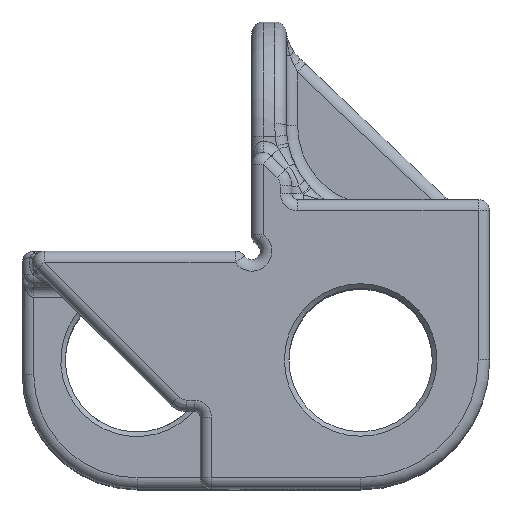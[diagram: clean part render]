
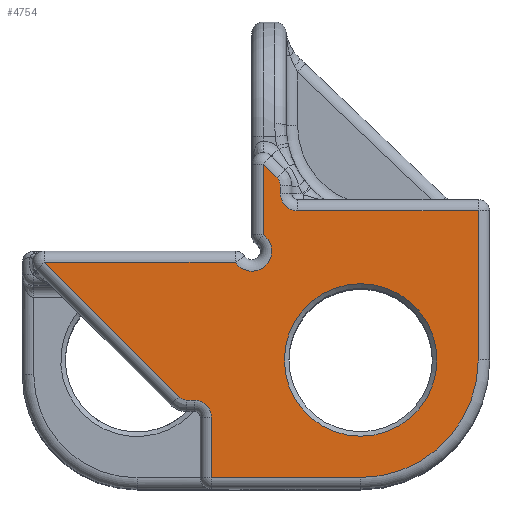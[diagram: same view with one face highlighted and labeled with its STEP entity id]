
A CAD part, top view. The second image highlights one B-rep face of the part: STEP entity #4754.
In plain terms, the highlighted planar face has unit normal (0, 0, 1).
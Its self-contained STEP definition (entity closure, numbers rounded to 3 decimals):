
#54=FACE_BOUND('',#1241,.T.);
#136=PLANE('',#5141);
#268=LINE('',#7839,#537);
#269=LINE('',#7843,#538);
#270=LINE('',#7847,#539);
#271=LINE('',#7849,#540);
#272=LINE('',#7853,#541);
#273=LINE('',#7855,#542);
#274=LINE('',#7859,#543);
#275=LINE('',#7863,#544);
#276=LINE('',#7865,#545);
#277=LINE('',#7868,#546);
#537=VECTOR('',#5935,10.);
#538=VECTOR('',#5938,10.);
#539=VECTOR('',#5941,10.);
#540=VECTOR('',#5942,10.);
#541=VECTOR('',#5945,10.);
#542=VECTOR('',#5946,10.);
#543=VECTOR('',#5949,10.);
#544=VECTOR('',#5952,10.);
#545=VECTOR('',#5953,10.);
#546=VECTOR('',#5956,10.);
#910=FACE_OUTER_BOUND('',#1240,.T.);
#1240=EDGE_LOOP('',(#3386,#3387,#3388,#3389,#3390,#3391,#3392,#3393,#3394,
#3395,#3396,#3397,#3398,#3399,#3400,#3401));
#1241=EDGE_LOOP('',(#3402));
#1681=CIRCLE('',#5137,6.65);
#1684=CIRCLE('',#5142,1.5);
#1685=CIRCLE('',#5143,1.);
#1686=CIRCLE('',#5144,1.75);
#1687=CIRCLE('',#5145,1.);
#1688=CIRCLE('',#5146,1.5);
#1689=CIRCLE('',#5147,10.25);
#2070=VERTEX_POINT('',#7827);
#2073=VERTEX_POINT('',#7837);
#2074=VERTEX_POINT('',#7838);
#2075=VERTEX_POINT('',#7840);
#2076=VERTEX_POINT('',#7842);
#2077=VERTEX_POINT('',#7844);
#2078=VERTEX_POINT('',#7846);
#2079=VERTEX_POINT('',#7848);
#2080=VERTEX_POINT('',#7850);
#2081=VERTEX_POINT('',#7852);
#2082=VERTEX_POINT('',#7854);
#2083=VERTEX_POINT('',#7856);
#2084=VERTEX_POINT('',#7858);
#2085=VERTEX_POINT('',#7860);
#2086=VERTEX_POINT('',#7862);
#2087=VERTEX_POINT('',#7864);
#2088=VERTEX_POINT('',#7866);
#2537=EDGE_CURVE('',#2070,#2070,#1681,.T.);
#2542=EDGE_CURVE('',#2073,#2074,#268,.T.);
#2543=EDGE_CURVE('',#2075,#2073,#1684,.T.);
#2544=EDGE_CURVE('',#2076,#2075,#269,.T.);
#2545=EDGE_CURVE('',#2077,#2076,#1685,.T.);
#2546=EDGE_CURVE('',#2078,#2077,#270,.T.);
#2547=EDGE_CURVE('',#2079,#2078,#271,.T.);
#2548=EDGE_CURVE('',#2080,#2079,#1686,.T.);
#2549=EDGE_CURVE('',#2081,#2080,#272,.T.);
#2550=EDGE_CURVE('',#2082,#2081,#273,.T.);
#2551=EDGE_CURVE('',#2083,#2082,#1687,.T.);
#2552=EDGE_CURVE('',#2084,#2083,#274,.T.);
#2553=EDGE_CURVE('',#2085,#2084,#1688,.T.);
#2554=EDGE_CURVE('',#2086,#2085,#275,.T.);
#2555=EDGE_CURVE('',#2087,#2086,#276,.T.);
#2556=EDGE_CURVE('',#2088,#2087,#1689,.T.);
#2557=EDGE_CURVE('',#2074,#2088,#277,.T.);
#3386=ORIENTED_EDGE('',*,*,#2542,.F.);
#3387=ORIENTED_EDGE('',*,*,#2543,.F.);
#3388=ORIENTED_EDGE('',*,*,#2544,.F.);
#3389=ORIENTED_EDGE('',*,*,#2545,.F.);
#3390=ORIENTED_EDGE('',*,*,#2546,.F.);
#3391=ORIENTED_EDGE('',*,*,#2547,.F.);
#3392=ORIENTED_EDGE('',*,*,#2548,.F.);
#3393=ORIENTED_EDGE('',*,*,#2549,.F.);
#3394=ORIENTED_EDGE('',*,*,#2550,.F.);
#3395=ORIENTED_EDGE('',*,*,#2551,.F.);
#3396=ORIENTED_EDGE('',*,*,#2552,.F.);
#3397=ORIENTED_EDGE('',*,*,#2553,.F.);
#3398=ORIENTED_EDGE('',*,*,#2554,.F.);
#3399=ORIENTED_EDGE('',*,*,#2555,.F.);
#3400=ORIENTED_EDGE('',*,*,#2556,.F.);
#3401=ORIENTED_EDGE('',*,*,#2557,.F.);
#3402=ORIENTED_EDGE('',*,*,#2537,.F.);
#4754=ADVANCED_FACE('',(#910,#54),#136,.T.);
#5137=AXIS2_PLACEMENT_3D('',#7828,#5923,#5924);
#5141=AXIS2_PLACEMENT_3D('',#7836,#5933,#5934);
#5142=AXIS2_PLACEMENT_3D('',#7841,#5936,#5937);
#5143=AXIS2_PLACEMENT_3D('',#7845,#5939,#5940);
#5144=AXIS2_PLACEMENT_3D('',#7851,#5943,#5944);
#5145=AXIS2_PLACEMENT_3D('',#7857,#5947,#5948);
#5146=AXIS2_PLACEMENT_3D('',#7861,#5950,#5951);
#5147=AXIS2_PLACEMENT_3D('',#7867,#5954,#5955);
#5923=DIRECTION('center_axis',(0.,0.,1.));
#5924=DIRECTION('ref_axis',(1.,0.,0.));
#5933=DIRECTION('center_axis',(0.,0.,1.));
#5934=DIRECTION('ref_axis',(1.,0.,0.));
#5935=DIRECTION('',(1.,0.,0.));
#5936=DIRECTION('center_axis',(0.,0.,1.));
#5937=DIRECTION('ref_axis',(-0.707,-0.707,0.));
#5938=DIRECTION('',(0.,-1.,0.));
#5939=DIRECTION('center_axis',(0.,0.,-1.));
#5940=DIRECTION('ref_axis',(0.924,0.383,0.));
#5941=DIRECTION('',(0.707,-0.707,0.));
#5942=DIRECTION('',(0.,1.,0.));
#5943=DIRECTION('center_axis',(0.,0.,1.));
#5944=DIRECTION('ref_axis',(0.707,-0.707,0.));
#5945=DIRECTION('',(1.,0.,0.));
#5946=DIRECTION('',(-0.707,0.707,0.));
#5947=DIRECTION('center_axis',(0.,0.,-1.));
#5948=DIRECTION('ref_axis',(-0.383,-0.924,0.));
#5949=DIRECTION('',(-1.,0.,0.));
#5950=DIRECTION('center_axis',(0.,0.,1.));
#5951=DIRECTION('ref_axis',(0.707,0.707,0.));
#5952=DIRECTION('',(0.,1.,0.));
#5953=DIRECTION('',(-1.,0.,0.));
#5954=DIRECTION('center_axis',(0.,0.,-1.));
#5955=DIRECTION('ref_axis',(0.707,-0.707,0.));
#5956=DIRECTION('',(0.,-1.,0.));
#7827=CARTESIAN_POINT('',(2.85,-9.5,7.));
#7828=CARTESIAN_POINT('Origin',(9.5,-9.5,7.));
#7836=CARTESIAN_POINT('Origin',(0.375,-5.374,7.));
#7837=CARTESIAN_POINT('',(4.,3.5,7.));
#7838=CARTESIAN_POINT('',(19.75,3.5,7.));
#7839=CARTESIAN_POINT('',(10.563,3.5,7.));
#7840=CARTESIAN_POINT('',(2.5,5.,7.));
#7841=CARTESIAN_POINT('Origin',(4.,5.,7.));
#7842=CARTESIAN_POINT('',(2.5,5.673,7.));
#7843=CARTESIAN_POINT('',(2.5,-0.437,7.));
#7844=CARTESIAN_POINT('',(2.207,6.38,7.));
#7845=CARTESIAN_POINT('Origin',(1.5,5.673,7.));
#7846=CARTESIAN_POINT('',(1.,7.588,7.));
#7847=CARTESIAN_POINT('',(4.981,3.607,7.));
#7848=CARTESIAN_POINT('',(1.,1.436,7.));
#7849=CARTESIAN_POINT('',(1.,-2.687,7.));
#7850=CARTESIAN_POINT('',(-1.436,-1.,7.));
#7851=CARTESIAN_POINT('Origin',(0.,0.,7.));
#7852=CARTESIAN_POINT('',(-18.088,-1.,7.));
#7853=CARTESIAN_POINT('',(0.188,-1.,7.));
#7854=CARTESIAN_POINT('',(-6.38,-12.707,7.));
#7855=CARTESIAN_POINT('',(-12.981,-6.107,7.));
#7856=CARTESIAN_POINT('',(-5.673,-13.,7.));
#7857=CARTESIAN_POINT('Origin',(-5.673,-12.,7.));
#7858=CARTESIAN_POINT('',(-5.,-13.,7.));
#7859=CARTESIAN_POINT('',(-3.063,-13.,7.));
#7860=CARTESIAN_POINT('',(-3.5,-14.5,7.));
#7861=CARTESIAN_POINT('Origin',(-5.,-14.5,7.));
#7862=CARTESIAN_POINT('',(-3.5,-19.75,7.));
#7863=CARTESIAN_POINT('',(-3.5,-9.687,7.));
#7864=CARTESIAN_POINT('',(9.5,-19.75,7.));
#7865=CARTESIAN_POINT('',(4.938,-19.75,7.));
#7866=CARTESIAN_POINT('',(19.75,-9.5,7.));
#7867=CARTESIAN_POINT('Origin',(9.5,-9.5,7.));
#7868=CARTESIAN_POINT('',(19.75,-1.187,7.));
